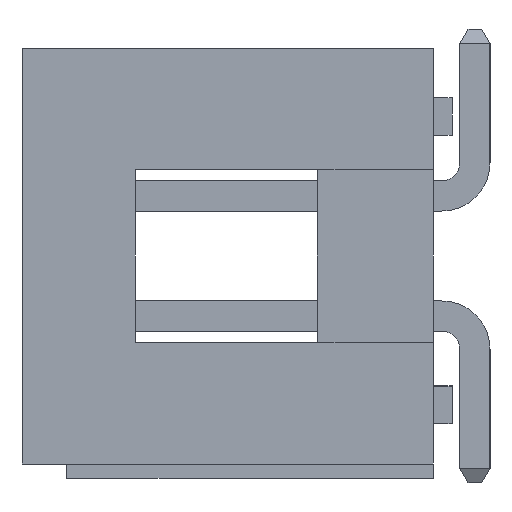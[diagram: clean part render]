
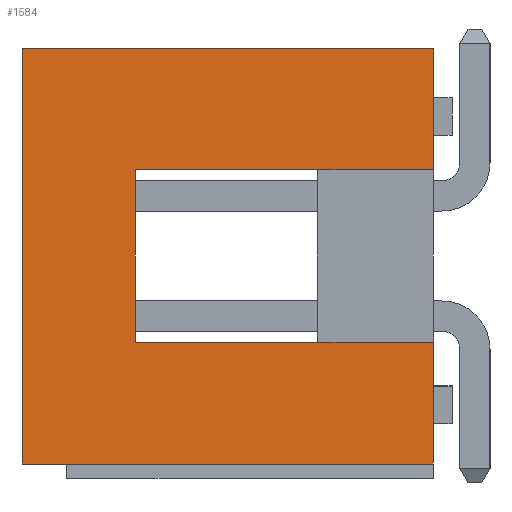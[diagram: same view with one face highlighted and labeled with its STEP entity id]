
A CAD part, left-side view. The second image highlights one B-rep face of the part: STEP entity #1584.
In plain terms, the highlighted planar face has unit normal (-1, 0, 0).
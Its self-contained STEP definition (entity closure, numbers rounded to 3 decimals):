
#230 = LINE ( 'NONE', #4624, #8144 ) ;
#467 = VECTOR ( 'NONE', #7169, 1000. ) ;
#600 = CARTESIAN_POINT ( 'NONE',  ( -25.4, 4.35, 4.4 ) ) ;
#671 = DIRECTION ( 'NONE',  ( 0., 1., 0. ) ) ;
#687 = ORIENTED_EDGE ( 'NONE', *, *, #5020, .T. ) ;
#732 = DIRECTION ( 'NONE',  ( 0., 0., -1. ) ) ;
#861 = EDGE_CURVE ( 'NONE', #8277, #3584, #4076, .T. ) ;
#993 = LINE ( 'NONE', #7736, #467 ) ;
#1042 = LINE ( 'NONE', #2773, #2815 ) ;
#1156 = CARTESIAN_POINT ( 'NONE',  ( -25.4, -4.35, 4.4 ) ) ;
#1584 = ADVANCED_FACE ( 'NONE', ( #6461 ), #6552, .F. ) ;
#1596 = VECTOR ( 'NONE', #7455, 1000. ) ;
#1813 = EDGE_CURVE ( 'NONE', #2952, #1827, #7690, .T. ) ;
#1827 = VERTEX_POINT ( 'NONE', #7510 ) ;
#1844 = CARTESIAN_POINT ( 'NONE',  ( -25.4, -4.35, 1.825 ) ) ;
#1952 = ORIENTED_EDGE ( 'NONE', *, *, #1813, .F. ) ;
#2534 = DIRECTION ( 'NONE',  ( 0., 0., -1. ) ) ;
#2773 = CARTESIAN_POINT ( 'NONE',  ( -25.4, -4.35, 4.4 ) ) ;
#2788 = EDGE_CURVE ( 'NONE', #2952, #8277, #3817, .T. ) ;
#2815 = VECTOR ( 'NONE', #4790, 1000. ) ;
#2861 = LINE ( 'NONE', #600, #5369 ) ;
#2952 = VERTEX_POINT ( 'NONE', #6719 ) ;
#3003 = VERTEX_POINT ( 'NONE', #4066 ) ;
#3455 = EDGE_CURVE ( 'NONE', #6567, #3003, #993, .T. ) ;
#3584 = VERTEX_POINT ( 'NONE', #8013 ) ;
#3617 = EDGE_CURVE ( 'NONE', #5126, #6567, #2861, .T. ) ;
#3685 = ORIENTED_EDGE ( 'NONE', *, *, #3617, .F. ) ;
#3817 = LINE ( 'NONE', #5874, #7651 ) ;
#3988 = VERTEX_POINT ( 'NONE', #1844 ) ;
#4066 = CARTESIAN_POINT ( 'NONE',  ( -25.4, -4.35, 4.4 ) ) ;
#4076 = LINE ( 'NONE', #5346, #6363 ) ;
#4121 = CARTESIAN_POINT ( 'NONE',  ( -25.4, 4.35, -4.4 ) ) ;
#4223 = ORIENTED_EDGE ( 'NONE', *, *, #5094, .F. ) ;
#4460 = ORIENTED_EDGE ( 'NONE', *, *, #3455, .F. ) ;
#4531 = EDGE_LOOP ( 'NONE', ( #8143, #8356, #687, #6656, #4460, #3685, #4223, #1952 ) ) ;
#4624 = CARTESIAN_POINT ( 'NONE',  ( -25.4, -4.35, 1.825 ) ) ;
#4657 = DIRECTION ( 'NONE',  ( 0., -1., 0. ) ) ;
#4676 = DIRECTION ( 'NONE',  ( 0., 0., 1. ) ) ;
#4790 = DIRECTION ( 'NONE',  ( 0., 0., -1. ) ) ;
#5020 = EDGE_CURVE ( 'NONE', #3584, #3988, #230, .T. ) ;
#5094 = EDGE_CURVE ( 'NONE', #1827, #5126, #6596, .T. ) ;
#5126 = VERTEX_POINT ( 'NONE', #4121 ) ;
#5327 = CARTESIAN_POINT ( 'NONE',  ( -25.4, -4.35, 4.4 ) ) ;
#5346 = CARTESIAN_POINT ( 'NONE',  ( -25.4, 1.95, 1.825 ) ) ;
#5369 = VECTOR ( 'NONE', #4676, 1000. ) ;
#5874 = CARTESIAN_POINT ( 'NONE',  ( -25.4, 1.95, -1.825 ) ) ;
#5945 = VECTOR ( 'NONE', #732, 1000. ) ;
#6363 = VECTOR ( 'NONE', #7370, 1000. ) ;
#6461 = FACE_OUTER_BOUND ( 'NONE', #4531, .T. ) ;
#6520 = DIRECTION ( 'NONE',  ( 1., 0., 0. ) ) ;
#6552 = PLANE ( 'NONE',  #7424 ) ;
#6567 = VERTEX_POINT ( 'NONE', #7261 ) ;
#6596 = LINE ( 'NONE', #6805, #1596 ) ;
#6656 = ORIENTED_EDGE ( 'NONE', *, *, #6673, .F. ) ;
#6673 = EDGE_CURVE ( 'NONE', #3003, #3988, #1042, .T. ) ;
#6719 = CARTESIAN_POINT ( 'NONE',  ( -25.4, -4.35, -1.825 ) ) ;
#6805 = CARTESIAN_POINT ( 'NONE',  ( -25.4, 4.35, -4.4 ) ) ;
#7169 = DIRECTION ( 'NONE',  ( 0., -1., 0. ) ) ;
#7261 = CARTESIAN_POINT ( 'NONE',  ( -25.4, 4.35, 4.4 ) ) ;
#7370 = DIRECTION ( 'NONE',  ( 0., 0., 1. ) ) ;
#7424 = AXIS2_PLACEMENT_3D ( 'NONE', #1156, #6520, #2534 ) ;
#7455 = DIRECTION ( 'NONE',  ( 0., 1., 0. ) ) ;
#7510 = CARTESIAN_POINT ( 'NONE',  ( -25.4, -4.35, -4.4 ) ) ;
#7546 = CARTESIAN_POINT ( 'NONE',  ( -25.4, 1.95, -1.825 ) ) ;
#7651 = VECTOR ( 'NONE', #671, 1000. ) ;
#7690 = LINE ( 'NONE', #5327, #5945 ) ;
#7736 = CARTESIAN_POINT ( 'NONE',  ( -25.4, 4.35, 4.4 ) ) ;
#8013 = CARTESIAN_POINT ( 'NONE',  ( -25.4, 1.95, 1.825 ) ) ;
#8143 = ORIENTED_EDGE ( 'NONE', *, *, #2788, .T. ) ;
#8144 = VECTOR ( 'NONE', #4657, 1000. ) ;
#8277 = VERTEX_POINT ( 'NONE', #7546 ) ;
#8356 = ORIENTED_EDGE ( 'NONE', *, *, #861, .T. ) ;
